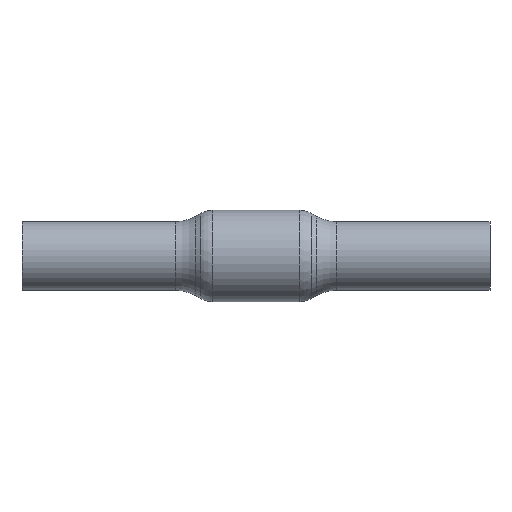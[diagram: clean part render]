
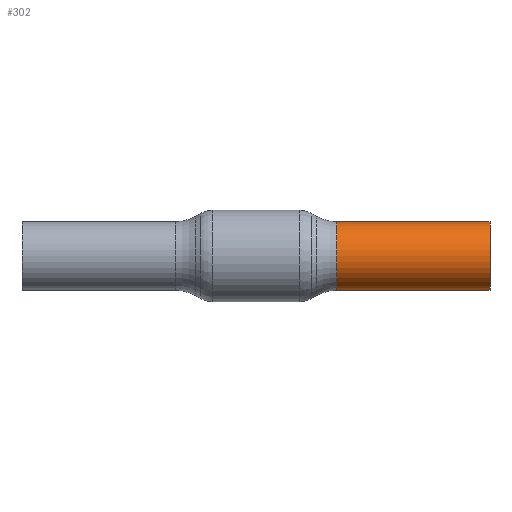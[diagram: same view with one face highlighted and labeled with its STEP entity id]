
A CAD part, front view. The second image highlights one B-rep face of the part: STEP entity #302.
In plain terms, the highlighted cylindrical face has radius 16.85 mm (diameter 33.7 mm), a partial arc.
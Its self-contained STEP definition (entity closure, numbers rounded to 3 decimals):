
#302 = ADVANCED_FACE ( 'NONE', ( #20412 ), #18383, .T. ) ;
#2423 = VECTOR ( 'NONE', #50610, 1000. ) ;
#6124 = CARTESIAN_POINT ( 'NONE',  ( 39.645, 0., 0. ) ) ;
#9994 = DIRECTION ( 'NONE',  ( 0., 0., 1. ) ) ;
#10509 = VERTEX_POINT ( 'NONE', #45631 ) ;
#15741 = DIRECTION ( 'NONE',  ( -1., 0., 0. ) ) ;
#15818 = CARTESIAN_POINT ( 'NONE',  ( -62.69, 0., -16.85 ) ) ;
#16889 = VECTOR ( 'NONE', #17851, 1000. ) ;
#17550 = DIRECTION ( 'NONE',  ( 0., 0., -1. ) ) ;
#17851 = DIRECTION ( 'NONE',  ( -1., 0., 0. ) ) ;
#18383 = CYLINDRICAL_SURFACE ( 'NONE', #53489, 16.85 ) ;
#20412 = FACE_OUTER_BOUND ( 'NONE', #37424, .T. ) ;
#21115 = CIRCLE ( 'NONE', #50132, 16.85 ) ;
#22075 = ORIENTED_EDGE ( 'NONE', *, *, #38405, .F. ) ;
#22184 = CARTESIAN_POINT ( 'NONE',  ( 115., 0., 0. ) ) ;
#22614 = CARTESIAN_POINT ( 'NONE',  ( 115., 0., -16.85 ) ) ;
#24080 = CARTESIAN_POINT ( 'NONE',  ( -62.69, 0., 0. ) ) ;
#29789 = CARTESIAN_POINT ( 'NONE',  ( -62.69, 0., 16.85 ) ) ;
#30759 = DIRECTION ( 'NONE',  ( 1., 0., 0. ) ) ;
#32858 = DIRECTION ( 'NONE',  ( 0., 0., 1. ) ) ;
#33824 = EDGE_CURVE ( 'NONE', #38468, #36058, #47625, .T. ) ;
#34814 = ORIENTED_EDGE ( 'NONE', *, *, #54512, .T. ) ;
#36058 = VERTEX_POINT ( 'NONE', #46341 ) ;
#37207 = EDGE_CURVE ( 'NONE', #10509, #38468, #21115, .T. ) ;
#37424 = EDGE_LOOP ( 'NONE', ( #54039, #53240, #34814, #22075 ) ) ;
#38405 = EDGE_CURVE ( 'NONE', #36058, #50443, #43620, .T. ) ;
#38468 = VERTEX_POINT ( 'NONE', #22614 ) ;
#43620 = CIRCLE ( 'NONE', #43753, 16.85 ) ;
#43753 = AXIS2_PLACEMENT_3D ( 'NONE', #6124, #52985, #9994 ) ;
#44161 = LINE ( 'NONE', #29789, #16889 ) ;
#45631 = CARTESIAN_POINT ( 'NONE',  ( 115., 0., 16.85 ) ) ;
#46341 = CARTESIAN_POINT ( 'NONE',  ( 39.645, 0., -16.85 ) ) ;
#46610 = CARTESIAN_POINT ( 'NONE',  ( 39.645, 0., 16.85 ) ) ;
#47625 = LINE ( 'NONE', #15818, #2423 ) ;
#50132 = AXIS2_PLACEMENT_3D ( 'NONE', #22184, #30759, #17550 ) ;
#50443 = VERTEX_POINT ( 'NONE', #46610 ) ;
#50610 = DIRECTION ( 'NONE',  ( -1., 0., 0. ) ) ;
#52985 = DIRECTION ( 'NONE',  ( -1., 0., 0. ) ) ;
#53240 = ORIENTED_EDGE ( 'NONE', *, *, #37207, .F. ) ;
#53489 = AXIS2_PLACEMENT_3D ( 'NONE', #24080, #15741, #32858 ) ;
#54039 = ORIENTED_EDGE ( 'NONE', *, *, #33824, .F. ) ;
#54512 = EDGE_CURVE ( 'NONE', #10509, #50443, #44161, .T. ) ;
